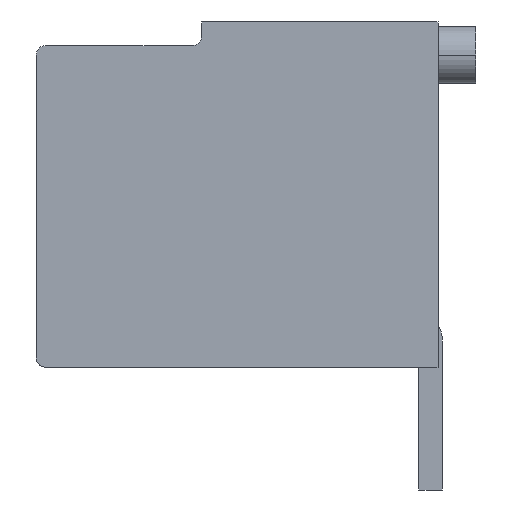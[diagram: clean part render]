
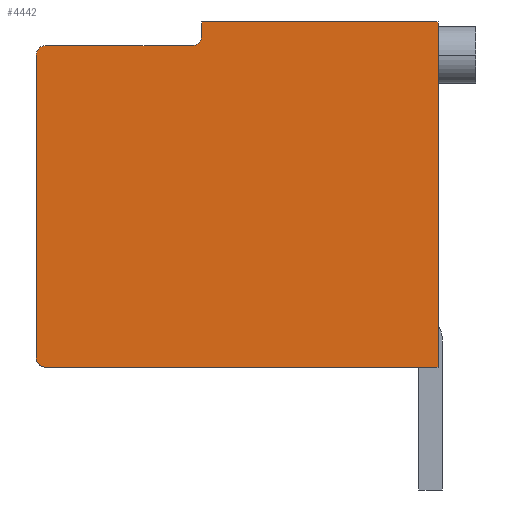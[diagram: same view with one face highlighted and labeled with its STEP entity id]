
A CAD part, left-side view. The second image highlights one B-rep face of the part: STEP entity #4442.
In plain terms, the highlighted planar face has unit normal (-1, 0, 0).
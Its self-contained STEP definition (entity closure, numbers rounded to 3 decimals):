
#135=DIRECTION('',(0.,0.,-1.));
#136=VECTOR('',#135,7.3);
#137=CARTESIAN_POINT('',(-5.715,-4.25,0.));
#138=LINE('',#137,#136);
#139=DIRECTION('',(0.,1.,0.));
#140=VECTOR('',#139,8.3);
#141=CARTESIAN_POINT('',(-5.715,-4.25,-7.3));
#142=LINE('',#141,#140);
#143=CARTESIAN_POINT('',(-5.715,4.05,-7.1));
#144=DIRECTION('',(1.,0.,0.));
#145=DIRECTION('',(0.,0.,-1.));
#146=AXIS2_PLACEMENT_3D('',#143,#144,#145);
#148=DIRECTION('',(0.,0.,1.));
#149=VECTOR('',#148,6.4);
#150=CARTESIAN_POINT('',(-5.715,4.25,-7.1));
#151=LINE('',#150,#149);
#152=CARTESIAN_POINT('',(-5.715,4.05,-0.7));
#153=DIRECTION('',(1.,0.,0.));
#154=DIRECTION('',(0.,1.,0.));
#155=AXIS2_PLACEMENT_3D('',#152,#153,#154);
#157=DIRECTION('',(0.,-1.,0.));
#158=VECTOR('',#157,3.1);
#159=CARTESIAN_POINT('',(-5.715,4.05,-0.5));
#160=LINE('',#159,#158);
#161=CARTESIAN_POINT('',(-5.715,0.95,-0.3));
#162=DIRECTION('',(-1.,0.,0.));
#163=DIRECTION('',(0.,0.,-1.));
#164=AXIS2_PLACEMENT_3D('',#161,#162,#163);
#166=DIRECTION('',(0.,0.,1.));
#167=VECTOR('',#166,0.3);
#168=CARTESIAN_POINT('',(-5.715,0.75,-0.3));
#169=LINE('',#168,#167);
#170=DIRECTION('',(0.,-1.,0.));
#171=VECTOR('',#170,5.);
#172=CARTESIAN_POINT('',(-5.715,0.75,0.));
#173=LINE('',#172,#171);
#3698=CARTESIAN_POINT('',(-5.715,-4.25,0.));
#3699=CARTESIAN_POINT('',(-5.715,-4.25,-7.3));
#3700=VERTEX_POINT('',#3698);
#3701=VERTEX_POINT('',#3699);
#3702=CARTESIAN_POINT('',(-5.715,4.05,-7.3));
#3703=VERTEX_POINT('',#3702);
#3704=CARTESIAN_POINT('',(-5.715,4.25,-7.1));
#3705=VERTEX_POINT('',#3704);
#3706=CARTESIAN_POINT('',(-5.715,4.25,-0.7));
#3707=VERTEX_POINT('',#3706);
#3708=CARTESIAN_POINT('',(-5.715,4.05,-0.5));
#3709=VERTEX_POINT('',#3708);
#3710=CARTESIAN_POINT('',(-5.715,0.95,-0.5));
#3711=VERTEX_POINT('',#3710);
#3712=CARTESIAN_POINT('',(-5.715,0.75,-0.3));
#3713=VERTEX_POINT('',#3712);
#3714=CARTESIAN_POINT('',(-5.715,0.75,0.));
#3715=VERTEX_POINT('',#3714);
#4417=CARTESIAN_POINT('',(-5.715,0.,0.));
#4418=DIRECTION('',(1.,0.,0.));
#4419=DIRECTION('',(0.,0.,-1.));
#4420=AXIS2_PLACEMENT_3D('',#4417,#4418,#4419);
#4421=PLANE('',#4420);
#4423=ORIENTED_EDGE('',*,*,#4422,.T.);
#4425=ORIENTED_EDGE('',*,*,#4424,.T.);
#4427=ORIENTED_EDGE('',*,*,#4426,.T.);
#4429=ORIENTED_EDGE('',*,*,#4428,.T.);
#4431=ORIENTED_EDGE('',*,*,#4430,.T.);
#4433=ORIENTED_EDGE('',*,*,#4432,.T.);
#4435=ORIENTED_EDGE('',*,*,#4434,.T.);
#4437=ORIENTED_EDGE('',*,*,#4436,.T.);
#4439=ORIENTED_EDGE('',*,*,#4438,.T.);
#4440=EDGE_LOOP('',(#4423,#4425,#4427,#4429,#4431,#4433,#4435,#4437,#4439));
#4441=FACE_OUTER_BOUND('',#4440,.F.);
#147=CIRCLE('',#146,0.2);
#156=CIRCLE('',#155,0.2);
#165=CIRCLE('',#164,0.2);
#4422=EDGE_CURVE('',#3700,#3701,#138,.T.);
#4424=EDGE_CURVE('',#3701,#3703,#142,.T.);
#4426=EDGE_CURVE('',#3703,#3705,#147,.T.);
#4428=EDGE_CURVE('',#3705,#3707,#151,.T.);
#4430=EDGE_CURVE('',#3707,#3709,#156,.T.);
#4432=EDGE_CURVE('',#3709,#3711,#160,.T.);
#4434=EDGE_CURVE('',#3711,#3713,#165,.T.);
#4436=EDGE_CURVE('',#3713,#3715,#169,.T.);
#4438=EDGE_CURVE('',#3715,#3700,#173,.T.);
#4442=ADVANCED_FACE('',(#4441),#4421,.F.);
